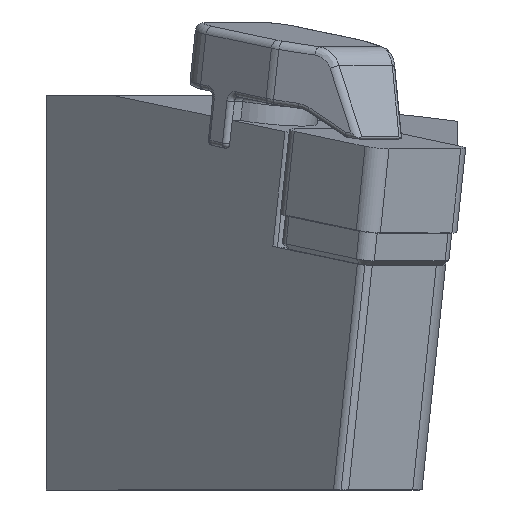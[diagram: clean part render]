
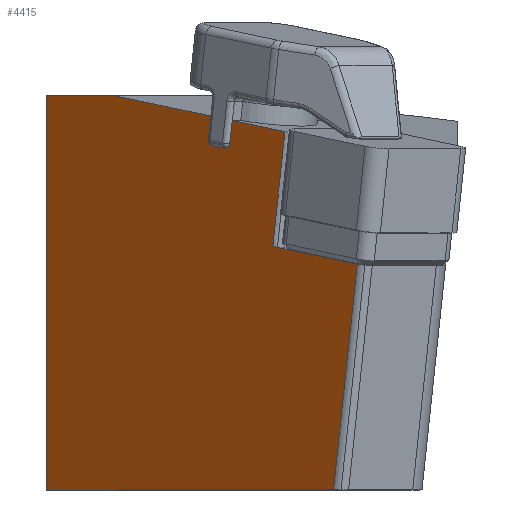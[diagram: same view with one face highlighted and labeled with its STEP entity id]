
A CAD part, left-side view. The second image highlights one B-rep face of the part: STEP entity #4415.
In plain terms, the highlighted planar face has unit normal (-0.707, 0.707, 0).
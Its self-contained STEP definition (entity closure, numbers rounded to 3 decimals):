
#24 = EDGE_CURVE ( 'NONE', #5616, #2310, #3198, .T. ) ;
#75 = DIRECTION ( 'NONE',  ( 0.105, 0.104, -0.989 ) ) ;
#158 = ORIENTED_EDGE ( 'NONE', *, *, #5773, .T. ) ;
#318 = CARTESIAN_POINT ( 'NONE',  ( 9.562, -22.377, 1.616 ) ) ;
#418 = VERTEX_POINT ( 'NONE', #2599 ) ;
#419 = VERTEX_POINT ( 'NONE', #5033 ) ;
#426 = AXIS2_PLACEMENT_3D ( 'NONE', #830, #7228, #3395 ) ;
#830 = CARTESIAN_POINT ( 'NONE',  ( 4.214, -27.57, 271.154 ) ) ;
#856 = VECTOR ( 'NONE', #6343, 1000. ) ;
#881 = ORIENTED_EDGE ( 'NONE', *, *, #5124, .T. ) ;
#1103 = CARTESIAN_POINT ( 'NONE',  ( 16.321, -15.619, 0.312 ) ) ;
#1182 = EDGE_CURVE ( 'NONE', #4247, #7220, #2795, .T. ) ;
#1384 = EDGE_CURVE ( 'NONE', #8243, #5247, #6781, .T. ) ;
#1403 = DIRECTION ( 'NONE',  ( -0.707, -0.707, 0. ) ) ;
#1429 = ORIENTED_EDGE ( 'NONE', *, *, #6311, .T. ) ;
#1602 = CARTESIAN_POINT ( 'NONE',  ( 15.132, -16.808, 0.061 ) ) ;
#1699 = CARTESIAN_POINT ( 'NONE',  ( 15.925, -16.015, 0.228 ) ) ;
#1808 = CARTESIAN_POINT ( 'NONE',  ( 31.959, 0., -32. ) ) ;
#1971 = EDGE_CURVE ( 'NONE', #419, #6235, #3752, .T. ) ;
#2017 = DIRECTION ( 'NONE',  ( 0.707, 0.707, 0. ) ) ;
#2078 = CARTESIAN_POINT ( 'NONE',  ( 17.14, -14.802, -4.067 ) ) ;
#2095 = VECTOR ( 'NONE', #4070, 1000. ) ;
#2203 = CARTESIAN_POINT ( 'NONE',  ( 16.617, -15.322, 0.878 ) ) ;
#2310 = VERTEX_POINT ( 'NONE', #3941 ) ;
#2317 = VECTOR ( 'NONE', #3114, 1000. ) ;
#2396 = CARTESIAN_POINT ( 'NONE',  ( 5.021, -26.937, -32. ) ) ;
#2580 = CIRCLE ( 'NONE', #4930, 0.499 ) ;
#2599 = CARTESIAN_POINT ( 'NONE',  ( 2.782, -29.163, -10.814 ) ) ;
#2713 =( BOUNDED_CURVE ( )  B_SPLINE_CURVE ( 3, ( #1602, #3532, #1699, #1103 ),
 .UNSPECIFIED., .F., .T. ) 
 B_SPLINE_CURVE_WITH_KNOTS ( ( 4, 4 ),
 ( 1.627, 1.645 ),
 .UNSPECIFIED. ) 
 CURVE ( )  GEOMETRIC_REPRESENTATION_ITEM ( )  RATIONAL_B_SPLINE_CURVE ( ( 1., 1., 1., 1. ) ) 
 REPRESENTATION_ITEM ( '' )  );
#2729 = FACE_OUTER_BOUND ( 'NONE', #6101, .T. ) ;
#2760 = PLANE ( 'NONE',  #426 ) ;
#2795 = CIRCLE ( 'NONE', #8084, 0.499 ) ;
#2867 = VECTOR ( 'NONE', #75, 1000. ) ;
#2991 = ORIENTED_EDGE ( 'NONE', *, *, #5929, .T. ) ;
#3114 = DIRECTION ( 'NONE',  ( -0.105, -0.104, 0.989 ) ) ;
#3159 = DIRECTION ( 'NONE',  ( 0.707, -0.707, 0. ) ) ;
#3198 = LINE ( 'NONE', #3463, #7701 ) ;
#3239 = CARTESIAN_POINT ( 'NONE',  ( 16.269, -15.671, 0.805 ) ) ;
#3257 = VECTOR ( 'NONE', #4980, 1000. ) ;
#3258 = EDGE_CURVE ( 'NONE', #6235, #4876, #3740, .T. ) ;
#3289 = DIRECTION ( 'NONE',  ( 0.001, 0., -1. ) ) ;
#3294 = DIRECTION ( 'NONE',  ( 0.707, -0.707, 0. ) ) ;
#3324 = ORIENTED_EDGE ( 'NONE', *, *, #4862, .T. ) ;
#3395 = DIRECTION ( 'NONE',  ( 0.707, 0.707, 0. ) ) ;
#3409 = EDGE_CURVE ( 'NONE', #5518, #5247, #7235, .T. ) ;
#3463 = CARTESIAN_POINT ( 'NONE',  ( 15.664, -16.274, 2.902 ) ) ;
#3532 = CARTESIAN_POINT ( 'NONE',  ( 15.529, -16.411, 0.144 ) ) ;
#3740 = LINE ( 'NONE', #4057, #5237 ) ;
#3752 = LINE ( 'NONE', #7110, #6243 ) ;
#3891 = CARTESIAN_POINT ( 'NONE',  ( 15.08, -16.86, 0.554 ) ) ;
#3941 = CARTESIAN_POINT ( 'NONE',  ( 25.617, -6.321, 5. ) ) ;
#3979 = CARTESIAN_POINT ( 'NONE',  ( 15.253, -16.689, -4.465 ) ) ;
#4057 = CARTESIAN_POINT ( 'NONE',  ( 15.979, -15.98, -32. ) ) ;
#4070 = DIRECTION ( 'NONE',  ( 0.699, 0.699, 0.147 ) ) ;
#4247 = VERTEX_POINT ( 'NONE', #4319 ) ;
#4319 = CARTESIAN_POINT ( 'NONE',  ( 16.321, -15.619, 0.312 ) ) ;
#4415 = ADVANCED_FACE ( 'NONE', ( #2729 ), #2760, .F. ) ;
#4466 = LINE ( 'NONE', #6552, #7983 ) ;
#4605 = LINE ( 'NONE', #6954, #2317 ) ;
#4630 = ORIENTED_EDGE ( 'NONE', *, *, #5733, .F. ) ;
#4747 = LINE ( 'NONE', #6970, #3257 ) ;
#4818 = ORIENTED_EDGE ( 'NONE', *, *, #6240, .F. ) ;
#4862 = EDGE_CURVE ( 'NONE', #8035, #4247, #2713, .T. ) ;
#4876 = VERTEX_POINT ( 'NONE', #2396 ) ;
#4930 = AXIS2_PLACEMENT_3D ( 'NONE', #3891, #3294, #2017 ) ;
#4980 = DIRECTION ( 'NONE',  ( 0.105, 0.104, -0.989 ) ) ;
#5033 = CARTESIAN_POINT ( 'NONE',  ( 31.938, 0., 5. ) ) ;
#5067 = DIRECTION ( 'NONE',  ( 0.707, 0.707, 0. ) ) ;
#5124 = EDGE_CURVE ( 'NONE', #7890, #8243, #4605, .T. ) ;
#5151 = CARTESIAN_POINT ( 'NONE',  ( 16.387, -15.551, 3.054 ) ) ;
#5237 = VECTOR ( 'NONE', #1403, 1000. ) ;
#5247 = VERTEX_POINT ( 'NONE', #7702 ) ;
#5518 = VERTEX_POINT ( 'NONE', #8158 ) ;
#5616 = VERTEX_POINT ( 'NONE', #5151 ) ;
#5733 = EDGE_CURVE ( 'NONE', #5616, #7220, #7877, .T. ) ;
#5773 = EDGE_CURVE ( 'NONE', #5518, #8035, #2580, .T. ) ;
#5929 = EDGE_CURVE ( 'NONE', #418, #7890, #4466, .T. ) ;
#6101 = EDGE_LOOP ( 'NONE', ( #7953, #158, #3324, #6730, #4630, #7027, #1429, #6574, #8236, #4818, #2991, #881, #6717 ) ) ;
#6235 = VERTEX_POINT ( 'NONE', #1808 ) ;
#6240 = EDGE_CURVE ( 'NONE', #418, #4876, #4747, .T. ) ;
#6243 = VECTOR ( 'NONE', #3289, 1000. ) ;
#6311 = EDGE_CURVE ( 'NONE', #2310, #419, #8284, .T. ) ;
#6343 = DIRECTION ( 'NONE',  ( 0.707, 0.707, 0. ) ) ;
#6526 = VECTOR ( 'NONE', #7187, 1000. ) ;
#6552 = CARTESIAN_POINT ( 'NONE',  ( 33.333, 1.389, -4.374 ) ) ;
#6574 = ORIENTED_EDGE ( 'NONE', *, *, #1971, .T. ) ;
#6717 = ORIENTED_EDGE ( 'NONE', *, *, #1384, .T. ) ;
#6730 = ORIENTED_EDGE ( 'NONE', *, *, #1182, .T. ) ;
#6781 = LINE ( 'NONE', #7916, #2095 ) ;
#6954 = CARTESIAN_POINT ( 'NONE',  ( 8.716, -23.218, 9.616 ) ) ;
#6970 = CARTESIAN_POINT ( 'NONE',  ( -26.337, -58.123, 264.714 ) ) ;
#7027 = ORIENTED_EDGE ( 'NONE', *, *, #24, .T. ) ;
#7110 = CARTESIAN_POINT ( 'NONE',  ( 31.959, 0., -32.079 ) ) ;
#7187 = DIRECTION ( 'NONE',  ( -0.105, -0.104, 0.989 ) ) ;
#7220 = VERTEX_POINT ( 'NONE', #2203 ) ;
#7228 = DIRECTION ( 'NONE',  ( 0.707, -0.707, 0. ) ) ;
#7235 = LINE ( 'NONE', #3979, #6526 ) ;
#7597 = CARTESIAN_POINT ( 'NONE',  ( 15.968, -15.969, 5. ) ) ;
#7698 = CARTESIAN_POINT ( 'NONE',  ( 10.699, -21.246, -9.145 ) ) ;
#7701 = VECTOR ( 'NONE', #7863, 1000. ) ;
#7702 = CARTESIAN_POINT ( 'NONE',  ( 14.501, -17.438, 2.657 ) ) ;
#7748 = CARTESIAN_POINT ( 'NONE',  ( 15.132, -16.808, 0.061 ) ) ;
#7863 = DIRECTION ( 'NONE',  ( 0.699, 0.699, 0.147 ) ) ;
#7877 = LINE ( 'NONE', #2078, #2867 ) ;
#7887 = DIRECTION ( 'NONE',  ( 0.699, 0.699, 0.147 ) ) ;
#7890 = VERTEX_POINT ( 'NONE', #7698 ) ;
#7916 = CARTESIAN_POINT ( 'NONE',  ( 15.664, -16.274, 2.902 ) ) ;
#7953 = ORIENTED_EDGE ( 'NONE', *, *, #3409, .F. ) ;
#7983 = VECTOR ( 'NONE', #7887, 1000. ) ;
#8035 = VERTEX_POINT ( 'NONE', #7748 ) ;
#8084 = AXIS2_PLACEMENT_3D ( 'NONE', #3239, #3159, #5067 ) ;
#8158 = CARTESIAN_POINT ( 'NONE',  ( 14.731, -17.209, 0.481 ) ) ;
#8236 = ORIENTED_EDGE ( 'NONE', *, *, #3258, .T. ) ;
#8243 = VERTEX_POINT ( 'NONE', #318 ) ;
#8284 = LINE ( 'NONE', #7597, #856 ) ;
